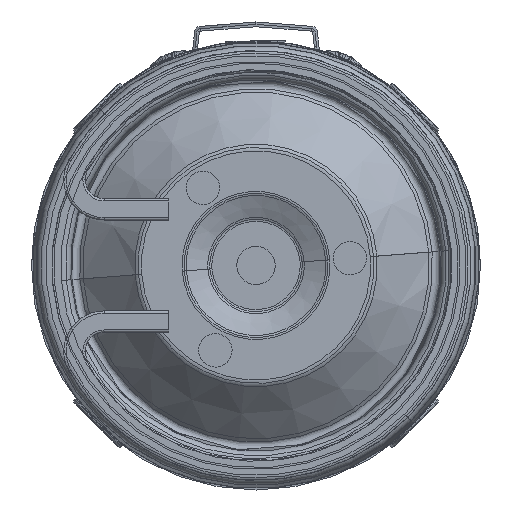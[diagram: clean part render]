
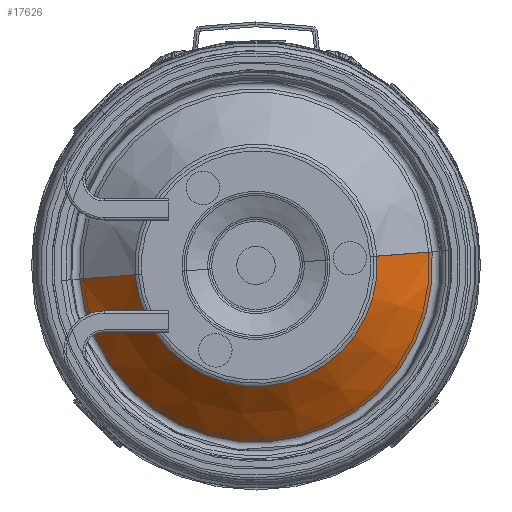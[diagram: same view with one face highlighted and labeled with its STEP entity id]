
A CAD part, front view. The second image highlights one B-rep face of the part: STEP entity #17626.
In plain terms, the highlighted conical face has half-angle 46.546 degrees and reference radius 25.375 mm.
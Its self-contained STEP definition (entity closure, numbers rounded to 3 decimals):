
#255 = DIRECTION ( 'NONE',  ( 0., 1., 0. ) ) ;
#1094 = CIRCLE ( 'NONE', #20438, 25.376 ) ;
#2068 = CARTESIAN_POINT ( 'NONE',  ( 0., 11.526, 0. ) ) ;
#2112 = CONICAL_SURFACE ( 'NONE', #12118, 25.376, 0.812 ) ;
#2894 = DIRECTION ( 'NONE',  ( 0., 0., 1. ) ) ;
#3183 = EDGE_CURVE ( 'NONE', #26783, #39205, #35600, .T. ) ;
#6527 = FACE_OUTER_BOUND ( 'NONE', #29621, .T. ) ;
#7408 = ORIENTED_EDGE ( 'NONE', *, *, #24026, .T. ) ;
#7447 = ORIENTED_EDGE ( 'NONE', *, *, #26736, .F. ) ;
#7695 = CARTESIAN_POINT ( 'NONE',  ( 0., 0.548, 25.376 ) ) ;
#8552 = DIRECTION ( 'NONE',  ( 0., 1., 0. ) ) ;
#9874 = DIRECTION ( 'NONE',  ( 0., 0., 1. ) ) ;
#10333 = DIRECTION ( 'NONE',  ( 0., 1., 0. ) ) ;
#11387 = CARTESIAN_POINT ( 'NONE',  ( 0., 0.548, 25.376 ) ) ;
#12118 = AXIS2_PLACEMENT_3D ( 'NONE', #28913, #255, #9874 ) ;
#15839 = CIRCLE ( 'NONE', #39285, 36.962 ) ;
#15884 = CARTESIAN_POINT ( 'NONE',  ( 0., 11.526, 36.962 ) ) ;
#16694 = LINE ( 'NONE', #7695, #19124 ) ;
#17626 = ADVANCED_FACE ( 'NONE', ( #6527 ), #2112, .T. ) ;
#19124 = VECTOR ( 'NONE', #29510, 1000. ) ;
#20438 = AXIS2_PLACEMENT_3D ( 'NONE', #30165, #10333, #20718 ) ;
#20718 = DIRECTION ( 'NONE',  ( 0., 0., 1. ) ) ;
#23543 = EDGE_CURVE ( 'NONE', #26783, #25926, #1094, .T. ) ;
#24026 = EDGE_CURVE ( 'NONE', #25926, #26450, #16694, .T. ) ;
#25031 = ORIENTED_EDGE ( 'NONE', *, *, #3183, .F. ) ;
#25926 = VERTEX_POINT ( 'NONE', #11387 ) ;
#26450 = VERTEX_POINT ( 'NONE', #15884 ) ;
#26509 = ORIENTED_EDGE ( 'NONE', *, *, #23543, .T. ) ;
#26736 = EDGE_CURVE ( 'NONE', #39205, #26450, #15839, .T. ) ;
#26783 = VERTEX_POINT ( 'NONE', #32614 ) ;
#28913 = CARTESIAN_POINT ( 'NONE',  ( 0., 0.548, 0. ) ) ;
#29510 = DIRECTION ( 'NONE',  ( 0., 0.688, 0.726 ) ) ;
#29621 = EDGE_LOOP ( 'NONE', ( #25031, #26509, #7408, #7447 ) ) ;
#29731 = CARTESIAN_POINT ( 'NONE',  ( 0., 0.548, -25.376 ) ) ;
#29820 = CARTESIAN_POINT ( 'NONE',  ( 0., 11.526, -36.962 ) ) ;
#30165 = CARTESIAN_POINT ( 'NONE',  ( 0., 0.548, 0. ) ) ;
#32614 = CARTESIAN_POINT ( 'NONE',  ( 0., 0.548, -25.376 ) ) ;
#35117 = VECTOR ( 'NONE', #38527, 1000. ) ;
#35600 = LINE ( 'NONE', #29731, #35117 ) ;
#38527 = DIRECTION ( 'NONE',  ( 0., 0.688, -0.726 ) ) ;
#39205 = VERTEX_POINT ( 'NONE', #29820 ) ;
#39285 = AXIS2_PLACEMENT_3D ( 'NONE', #2068, #8552, #2894 ) ;
